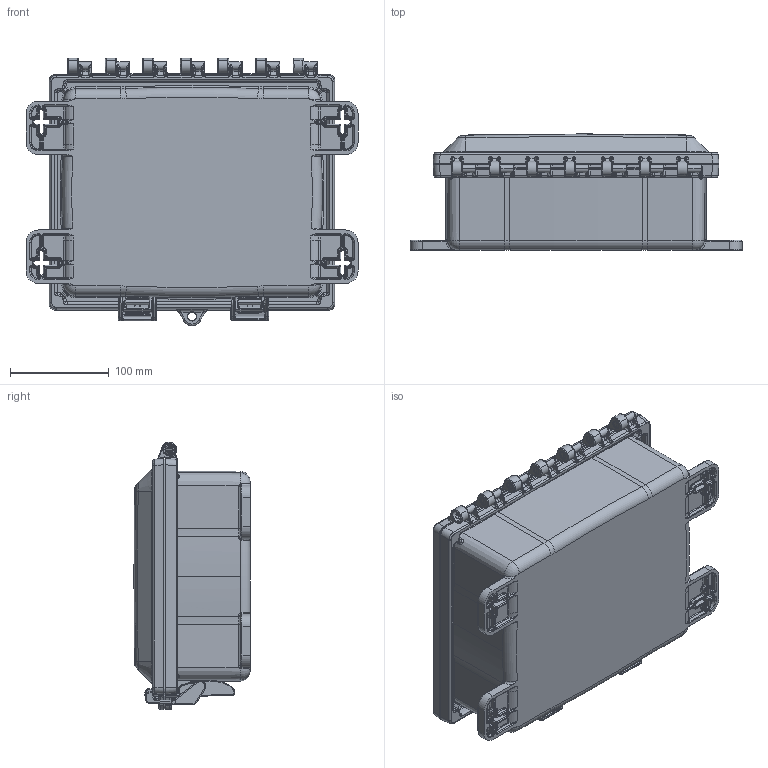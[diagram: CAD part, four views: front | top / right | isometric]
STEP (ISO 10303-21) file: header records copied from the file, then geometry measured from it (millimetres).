
FILE_DESCRIPTION (( 'STEP AP214' ), '1' );
FILE_NAME ('NBPCSL100803_3D.step', '2025-02-10T22:11:20', ( '' ), ( '' ), 'SwSTEP 2.0', 'SolidWorks 2022', '' );
FILE_SCHEMA (( 'AUTOMOTIVE_DESIGN' ));
Length unit declared in the file: inch
Products named in the file (1): NBPCSL100803_3D
Bounding box: 336.55 x 117.79 x 271.18 mm (x, y, z)
Volume: 1135491.6 mm3; surface area: 605147.4 mm2
Topology: 15 solids, 15 shells, 4064 faces, 9586 edges, 5583 vertices
Faces by surface type: bspline 1217, cylinder 1209, plane 762, torus 436, cone 412, sphere 28
Entity records: 209076 total; most frequent: CARTESIAN_POINT 127408, ORIENTED_EDGE 19132, DIRECTION 14463, EDGE_CURVE 9566, AXIS2_PLACEMENT_3D 5763, VERTEX_POINT 5571, EDGE_LOOP 4167, FACE_OUTER_BOUND 4064
